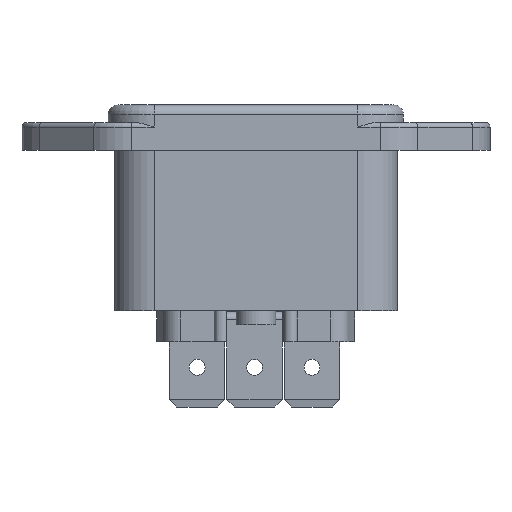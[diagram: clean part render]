
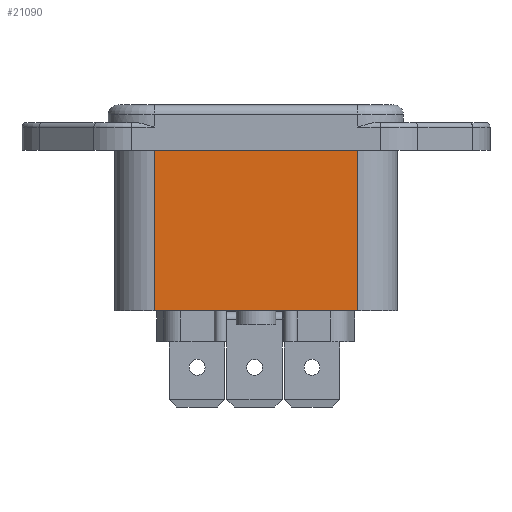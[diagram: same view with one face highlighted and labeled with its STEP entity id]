
A CAD part, front view. The second image highlights one B-rep face of the part: STEP entity #21090.
In plain terms, the highlighted planar face has unit normal (0, -1, 0).
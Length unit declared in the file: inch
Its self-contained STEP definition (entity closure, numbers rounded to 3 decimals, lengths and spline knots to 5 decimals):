
#541 = CARTESIAN_POINT ( 'NONE',  ( 0.45276, -0.47244, 0.6122 ) ) ;
#920 = DIRECTION ( 'NONE',  ( 1., 0., 0. ) ) ;
#4369 = VERTEX_POINT ( 'NONE', #47295 ) ;
#5082 = CARTESIAN_POINT ( 'NONE',  ( -0.45276, -0.47244, 0.6122 ) ) ;
#5370 = VECTOR ( 'NONE', #920, 39.37008 ) ;
#6724 = CARTESIAN_POINT ( 'NONE',  ( -0.45276, -0.47244, -0.10236 ) ) ;
#7451 = ORIENTED_EDGE ( 'NONE', *, *, #24979, .T. ) ;
#9125 = EDGE_CURVE ( 'NONE', #30984, #24395, #25173, .T. ) ;
#9904 = CARTESIAN_POINT ( 'NONE',  ( 0.45276, -0.47244, -0.10236 ) ) ;
#13070 = VECTOR ( 'NONE', #45087, 39.37008 ) ;
#14370 = EDGE_CURVE ( 'NONE', #24395, #43305, #43695, .T. ) ;
#15841 = AXIS2_PLACEMENT_3D ( 'NONE', #16970, #55517, #55240 ) ;
#16970 = CARTESIAN_POINT ( 'NONE',  ( -0.45276, -0.47244, -0.10236 ) ) ;
#17882 = LINE ( 'NONE', #39529, #5370 ) ;
#20614 = CARTESIAN_POINT ( 'NONE',  ( -0.45276, -0.47244, 0.6122 ) ) ;
#21090 = ADVANCED_FACE ( 'NONE', ( #40353 ), #27409, .T. ) ;
#24395 = VERTEX_POINT ( 'NONE', #20614 ) ;
#24979 = EDGE_CURVE ( 'NONE', #30984, #4369, #17882, .T. ) ;
#25173 = LINE ( 'NONE', #42286, #29205 ) ;
#25795 = DIRECTION ( 'NONE',  ( 0., 0., 1. ) ) ;
#25856 = VECTOR ( 'NONE', #25795, 39.37008 ) ;
#27409 = PLANE ( 'NONE',  #15841 ) ;
#29205 = VECTOR ( 'NONE', #53891, 39.37008 ) ;
#30984 = VERTEX_POINT ( 'NONE', #6724 ) ;
#33098 = EDGE_LOOP ( 'NONE', ( #7451, #36912, #45831, #51753 ) ) ;
#36912 = ORIENTED_EDGE ( 'NONE', *, *, #43117, .T. ) ;
#38992 = LINE ( 'NONE', #9904, #25856 ) ;
#39529 = CARTESIAN_POINT ( 'NONE',  ( -0.45276, -0.47244, -0.10236 ) ) ;
#40353 = FACE_OUTER_BOUND ( 'NONE', #33098, .T. ) ;
#42286 = CARTESIAN_POINT ( 'NONE',  ( -0.45276, -0.47244, -0.10236 ) ) ;
#43117 = EDGE_CURVE ( 'NONE', #4369, #43305, #38992, .T. ) ;
#43305 = VERTEX_POINT ( 'NONE', #541 ) ;
#43695 = LINE ( 'NONE', #5082, #13070 ) ;
#45087 = DIRECTION ( 'NONE',  ( 1., 0., 0. ) ) ;
#45831 = ORIENTED_EDGE ( 'NONE', *, *, #14370, .F. ) ;
#47295 = CARTESIAN_POINT ( 'NONE',  ( 0.45276, -0.47244, -0.10236 ) ) ;
#51753 = ORIENTED_EDGE ( 'NONE', *, *, #9125, .F. ) ;
#53891 = DIRECTION ( 'NONE',  ( 0., 0., 1. ) ) ;
#55240 = DIRECTION ( 'NONE',  ( 0., 0., -1. ) ) ;
#55517 = DIRECTION ( 'NONE',  ( 0., -1., 0. ) ) ;
